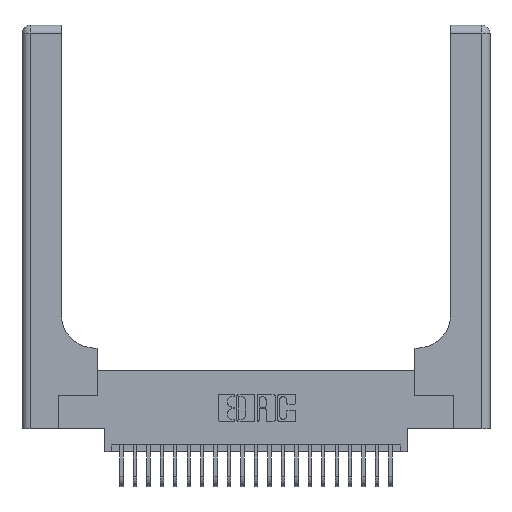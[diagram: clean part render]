
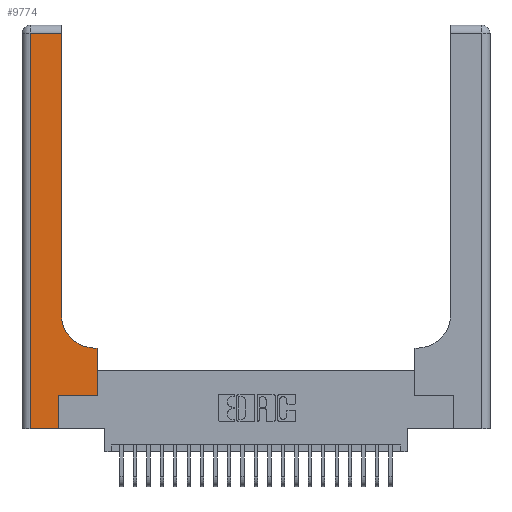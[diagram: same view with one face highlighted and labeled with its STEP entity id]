
A CAD part, top view. The second image highlights one B-rep face of the part: STEP entity #9774.
In plain terms, the highlighted planar face has unit normal (0, 0, 1).
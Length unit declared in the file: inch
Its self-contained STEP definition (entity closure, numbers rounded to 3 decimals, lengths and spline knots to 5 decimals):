
#585 = CARTESIAN_POINT ( 'NONE',  ( 0.2915, 0.85, 0.37 ) ) ;
#893 = DIRECTION ( 'NONE',  ( 0., 0., -1. ) ) ;
#1103 = VERTEX_POINT ( 'NONE', #585 ) ;
#1749 = EDGE_CURVE ( 'NONE', #15037, #6393, #14540, .T. ) ;
#1813 = VECTOR ( 'NONE', #20133, 39.37008 ) ;
#1840 = ORIENTED_EDGE ( 'NONE', *, *, #3486, .T. ) ;
#2214 = VECTOR ( 'NONE', #9468, 39.37008 ) ;
#2681 = CARTESIAN_POINT ( 'NONE',  ( 0.5415, 0.85, 0.37 ) ) ;
#2948 = LINE ( 'NONE', #23203, #17267 ) ;
#3237 = LINE ( 'NONE', #9841, #7071 ) ;
#3252 = DIRECTION ( 'NONE',  ( -1., 0., 0. ) ) ;
#3326 = VECTOR ( 'NONE', #3252, 39.37008 ) ;
#3486 = EDGE_CURVE ( 'NONE', #6393, #22625, #8365, .T. ) ;
#4225 = EDGE_CURVE ( 'NONE', #23260, #23127, #11822, .T. ) ;
#4590 = DIRECTION ( 'NONE',  ( 1., 0., 0. ) ) ;
#5677 = CARTESIAN_POINT ( 'NONE',  ( 0.5415, 0.6, 0.37 ) ) ;
#6393 = VERTEX_POINT ( 'NONE', #22243 ) ;
#6513 = CARTESIAN_POINT ( 'NONE',  ( 0., 3., 0.37 ) ) ;
#7071 = VECTOR ( 'NONE', #11709, 39.37008 ) ;
#7534 = ORIENTED_EDGE ( 'NONE', *, *, #10455, .T. ) ;
#8365 = LINE ( 'NONE', #18165, #3326 ) ;
#9101 = CARTESIAN_POINT ( 'NONE',  ( 0., 0., 0.37 ) ) ;
#9372 = VERTEX_POINT ( 'NONE', #17988 ) ;
#9468 = DIRECTION ( 'NONE',  ( 0., -1., 0. ) ) ;
#9774 = ADVANCED_FACE ( 'NONE', ( #20312 ), #23133, .F. ) ;
#9813 = ORIENTED_EDGE ( 'NONE', *, *, #11871, .T. ) ;
#9841 = CARTESIAN_POINT ( 'NONE',  ( 0., 2.94, 0.37 ) ) ;
#10135 = VECTOR ( 'NONE', #20502, 39.37008 ) ;
#10455 = EDGE_CURVE ( 'NONE', #9372, #23260, #12228, .T. ) ;
#10654 = ORIENTED_EDGE ( 'NONE', *, *, #1749, .T. ) ;
#11310 = LINE ( 'NONE', #16769, #10135 ) ;
#11709 = DIRECTION ( 'NONE',  ( -1., 0., 0. ) ) ;
#11769 = ORIENTED_EDGE ( 'NONE', *, *, #14160, .T. ) ;
#11804 = CARTESIAN_POINT ( 'NONE',  ( 0.5585, 0.25, 0.37 ) ) ;
#11822 = LINE ( 'NONE', #9101, #1813 ) ;
#11824 = AXIS2_PLACEMENT_3D ( 'NONE', #2681, #15793, #4590 ) ;
#11871 = EDGE_CURVE ( 'NONE', #22625, #1103, #15913, .T. ) ;
#12228 = LINE ( 'NONE', #16909, #2214 ) ;
#12623 = DIRECTION ( 'NONE',  ( 0., 1., 0. ) ) ;
#12864 = CARTESIAN_POINT ( 'NONE',  ( 0.269, 0., 0.37 ) ) ;
#13322 = CARTESIAN_POINT ( 'NONE',  ( 0.2915, 2.94, 0.37 ) ) ;
#13367 = AXIS2_PLACEMENT_3D ( 'NONE', #6513, #893, #14056 ) ;
#13936 = VECTOR ( 'NONE', #23790, 39.37008 ) ;
#14056 = DIRECTION ( 'NONE',  ( -1., 0., 0. ) ) ;
#14160 = EDGE_CURVE ( 'NONE', #1103, #22665, #2948, .T. ) ;
#14414 = EDGE_CURVE ( 'NONE', #19797, #15037, #11310, .T. ) ;
#14540 = LINE ( 'NONE', #16338, #18810 ) ;
#15037 = VERTEX_POINT ( 'NONE', #11804 ) ;
#15153 = CARTESIAN_POINT ( 'NONE',  ( 0.06, 0., 0.37 ) ) ;
#15229 = ORIENTED_EDGE ( 'NONE', *, *, #20592, .T. ) ;
#15793 = DIRECTION ( 'NONE',  ( 0., 0., -1. ) ) ;
#15913 = CIRCLE ( 'NONE', #11824, 0.25 ) ;
#16338 = CARTESIAN_POINT ( 'NONE',  ( 0.5585, 0.25, 0.37 ) ) ;
#16769 = CARTESIAN_POINT ( 'NONE',  ( 0.269, 0.25, 0.37 ) ) ;
#16909 = CARTESIAN_POINT ( 'NONE',  ( 0.06, 3., 0.37 ) ) ;
#17091 = ORIENTED_EDGE ( 'NONE', *, *, #4225, .T. ) ;
#17267 = VECTOR ( 'NONE', #17726, 39.37008 ) ;
#17374 = EDGE_LOOP ( 'NONE', ( #11769, #15229, #7534, #17091, #24033, #20877, #10654, #1840, #9813 ) ) ;
#17726 = DIRECTION ( 'NONE',  ( 0., 1., 0. ) ) ;
#17988 = CARTESIAN_POINT ( 'NONE',  ( 0.06, 2.94, 0.37 ) ) ;
#18165 = CARTESIAN_POINT ( 'NONE',  ( 0.2915, 0.6, 0.37 ) ) ;
#18805 = LINE ( 'NONE', #12864, #13936 ) ;
#18810 = VECTOR ( 'NONE', #12623, 39.37008 ) ;
#19797 = VERTEX_POINT ( 'NONE', #24054 ) ;
#20133 = DIRECTION ( 'NONE',  ( 1., 0., 0. ) ) ;
#20312 = FACE_OUTER_BOUND ( 'NONE', #17374, .T. ) ;
#20502 = DIRECTION ( 'NONE',  ( 1., 0., 0. ) ) ;
#20592 = EDGE_CURVE ( 'NONE', #22665, #9372, #3237, .T. ) ;
#20877 = ORIENTED_EDGE ( 'NONE', *, *, #14414, .T. ) ;
#22092 = CARTESIAN_POINT ( 'NONE',  ( 0.269, 0., 0.37 ) ) ;
#22243 = CARTESIAN_POINT ( 'NONE',  ( 0.5585, 0.6, 0.37 ) ) ;
#22625 = VERTEX_POINT ( 'NONE', #5677 ) ;
#22665 = VERTEX_POINT ( 'NONE', #13322 ) ;
#23127 = VERTEX_POINT ( 'NONE', #22092 ) ;
#23133 = PLANE ( 'NONE',  #13367 ) ;
#23203 = CARTESIAN_POINT ( 'NONE',  ( 0.2915, 3., 0.37 ) ) ;
#23260 = VERTEX_POINT ( 'NONE', #15153 ) ;
#23790 = DIRECTION ( 'NONE',  ( 0., 1., 0. ) ) ;
#23889 = EDGE_CURVE ( 'NONE', #23127, #19797, #18805, .T. ) ;
#24033 = ORIENTED_EDGE ( 'NONE', *, *, #23889, .T. ) ;
#24054 = CARTESIAN_POINT ( 'NONE',  ( 0.269, 0.25, 0.37 ) ) ;
